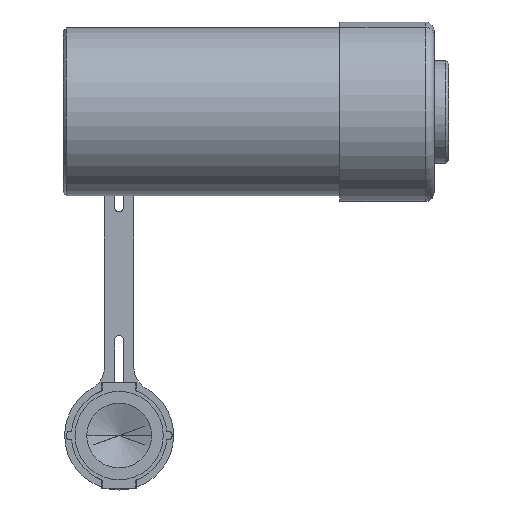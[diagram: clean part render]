
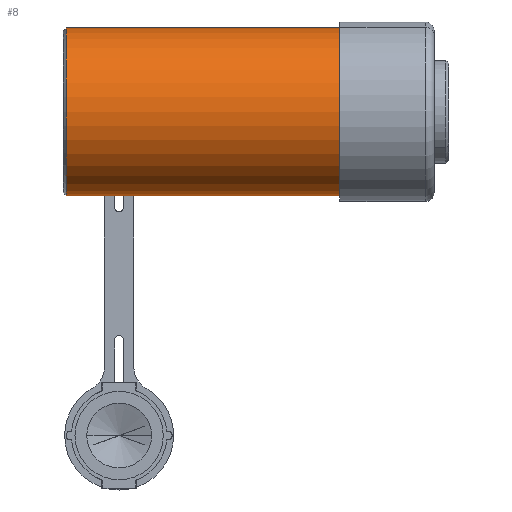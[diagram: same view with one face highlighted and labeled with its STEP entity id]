
A CAD part, front view. The second image highlights one B-rep face of the part: STEP entity #8.
In plain terms, the highlighted cylindrical face has radius 28.5 mm (diameter 57 mm), a partial arc.
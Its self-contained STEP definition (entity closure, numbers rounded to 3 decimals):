
#8 = ADVANCED_FACE ( 'NONE', ( #8248 ), #5725, .T. ) ;
#59 = CARTESIAN_POINT ( 'NONE',  ( 1., 0., 0. ) ) ;
#63 = CARTESIAN_POINT ( 'NONE',  ( 0., 0., 28.5 ) ) ;
#71 = VECTOR ( 'NONE', #6240, 1000. ) ;
#269 = DIRECTION ( 'NONE',  ( 0., 0., 1. ) ) ;
#388 = VECTOR ( 'NONE', #2645, 1000. ) ;
#412 = VERTEX_POINT ( 'NONE', #5574 ) ;
#419 = CARTESIAN_POINT ( 'NONE',  ( 119.932, 0., 0. ) ) ;
#440 = CIRCLE ( 'NONE', #7286, 28.5 ) ;
#1544 = EDGE_CURVE ( 'NONE', #4549, #4139, #2693, .T. ) ;
#1786 = CARTESIAN_POINT ( 'NONE',  ( 1., 0., -28.5 ) ) ;
#1821 = DIRECTION ( 'NONE',  ( -1., 0., 0. ) ) ;
#2240 = ORIENTED_EDGE ( 'NONE', *, *, #3351, .T. ) ;
#2645 = DIRECTION ( 'NONE',  ( -1., 0., 0. ) ) ;
#2693 = LINE ( 'NONE', #7405, #71 ) ;
#2932 = DIRECTION ( 'NONE',  ( 0., 0., 1. ) ) ;
#3351 = EDGE_CURVE ( 'NONE', #412, #6465, #3459, .T. ) ;
#3457 = DIRECTION ( 'NONE',  ( -1., 0., 0. ) ) ;
#3459 = LINE ( 'NONE', #63, #388 ) ;
#4012 = ORIENTED_EDGE ( 'NONE', *, *, #8487, .T. ) ;
#4095 = DIRECTION ( 'NONE',  ( -1., 0., 0. ) ) ;
#4125 = ORIENTED_EDGE ( 'NONE', *, *, #1544, .F. ) ;
#4139 = VERTEX_POINT ( 'NONE', #1786 ) ;
#4549 = VERTEX_POINT ( 'NONE', #4751 ) ;
#4751 = CARTESIAN_POINT ( 'NONE',  ( 119.932, 0., -28.5 ) ) ;
#5292 = CARTESIAN_POINT ( 'NONE',  ( 0., 0., 0. ) ) ;
#5574 = CARTESIAN_POINT ( 'NONE',  ( 119.932, 0., 28.5 ) ) ;
#5725 = CYLINDRICAL_SURFACE ( 'NONE', #6231, 28.5 ) ;
#5816 = EDGE_CURVE ( 'NONE', #4139, #6465, #7337, .T. ) ;
#6161 = AXIS2_PLACEMENT_3D ( 'NONE', #59, #4095, #8072 ) ;
#6231 = AXIS2_PLACEMENT_3D ( 'NONE', #5292, #1821, #2932 ) ;
#6240 = DIRECTION ( 'NONE',  ( -1., 0., 0. ) ) ;
#6465 = VERTEX_POINT ( 'NONE', #7526 ) ;
#7286 = AXIS2_PLACEMENT_3D ( 'NONE', #419, #3457, #269 ) ;
#7337 = CIRCLE ( 'NONE', #6161, 28.5 ) ;
#7405 = CARTESIAN_POINT ( 'NONE',  ( 0., 0., -28.5 ) ) ;
#7526 = CARTESIAN_POINT ( 'NONE',  ( 1., 0., 28.5 ) ) ;
#7538 = ORIENTED_EDGE ( 'NONE', *, *, #5816, .F. ) ;
#8072 = DIRECTION ( 'NONE',  ( 0., 0., 1. ) ) ;
#8248 = FACE_OUTER_BOUND ( 'NONE', #8314, .T. ) ;
#8314 = EDGE_LOOP ( 'NONE', ( #4125, #4012, #2240, #7538 ) ) ;
#8487 = EDGE_CURVE ( 'NONE', #4549, #412, #440, .T. ) ;
